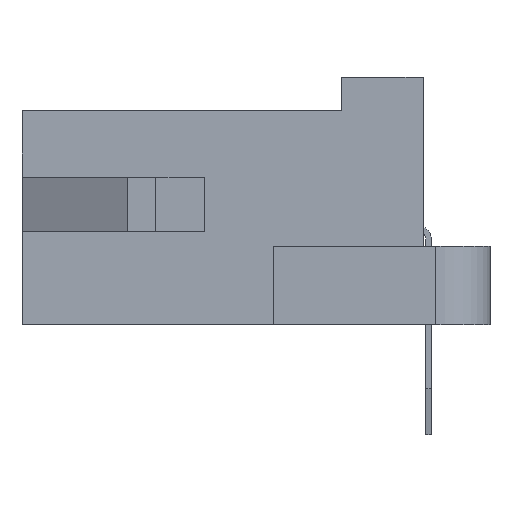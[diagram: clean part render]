
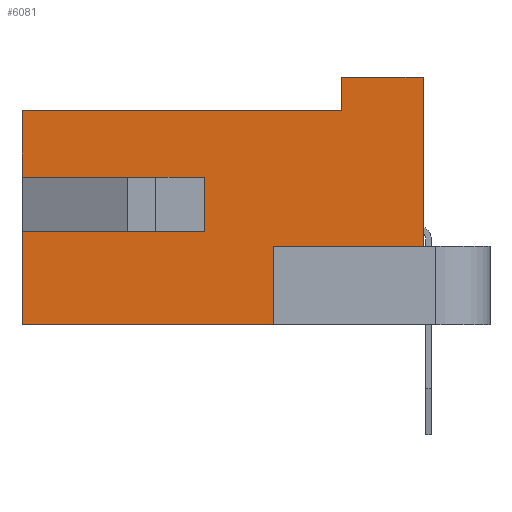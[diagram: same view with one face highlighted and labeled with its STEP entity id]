
A CAD part, left-side view. The second image highlights one B-rep face of the part: STEP entity #6081.
In plain terms, the highlighted planar face has unit normal (-1, 0, 0).
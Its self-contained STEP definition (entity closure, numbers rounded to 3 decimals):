
#69 = DIRECTION ( 'NONE',  ( 0., 0., -1. ) ) ;
#84 = CARTESIAN_POINT ( 'NONE',  ( 5.715, 8.635, 7.9 ) ) ;
#112 = ORIENTED_EDGE ( 'NONE', *, *, #5290, .T. ) ;
#168 = ORIENTED_EDGE ( 'NONE', *, *, #2268, .T. ) ;
#180 = VECTOR ( 'NONE', #1744, 1000. ) ;
#194 = VECTOR ( 'NONE', #4576, 1000. ) ;
#244 = VERTEX_POINT ( 'NONE', #5091 ) ;
#531 = VERTEX_POINT ( 'NONE', #4457 ) ;
#559 = CARTESIAN_POINT ( 'NONE',  ( 5.715, -41.265, 2.9 ) ) ;
#745 = VECTOR ( 'NONE', #2034, 1000. ) ;
#841 = ORIENTED_EDGE ( 'NONE', *, *, #2189, .T. ) ;
#842 = CARTESIAN_POINT ( 'NONE',  ( 5.715, 8.635, 7.9 ) ) ;
#964 = ORIENTED_EDGE ( 'NONE', *, *, #4975, .F. ) ;
#1006 = EDGE_CURVE ( 'NONE', #531, #1441, #1605, .T. ) ;
#1108 = CARTESIAN_POINT ( 'NONE',  ( 5.715, -6.165, -42. ) ) ;
#1111 = CARTESIAN_POINT ( 'NONE',  ( 5.715, -0.635, -42. ) ) ;
#1121 = LINE ( 'NONE', #559, #5225 ) ;
#1150 = CARTESIAN_POINT ( 'NONE',  ( 5.715, -6.165, 9.14 ) ) ;
#1153 = CARTESIAN_POINT ( 'NONE',  ( 5.715, 8.635, 3.45 ) ) ;
#1178 = FACE_OUTER_BOUND ( 'NONE', #3269, .T. ) ;
#1215 = CARTESIAN_POINT ( 'NONE',  ( 5.715, 15.429, -42. ) ) ;
#1269 = LINE ( 'NONE', #84, #4550 ) ;
#1271 = CARTESIAN_POINT ( 'NONE',  ( 5.715, -6.165, 2.9 ) ) ;
#1275 = ORIENTED_EDGE ( 'NONE', *, *, #3083, .T. ) ;
#1441 = VERTEX_POINT ( 'NONE', #3988 ) ;
#1599 = EDGE_CURVE ( 'NONE', #5287, #6880, #1269, .T. ) ;
#1605 = LINE ( 'NONE', #1150, #180 ) ;
#1639 = CARTESIAN_POINT ( 'NONE',  ( 5.715, 1.899, 3.45 ) ) ;
#1677 = VERTEX_POINT ( 'NONE', #5173 ) ;
#1744 = DIRECTION ( 'NONE',  ( 0., -1., 0. ) ) ;
#1873 = CARTESIAN_POINT ( 'NONE',  ( 5.715, 1.899, 5.45 ) ) ;
#1944 = DIRECTION ( 'NONE',  ( 0., 0., 1. ) ) ;
#1970 = VECTOR ( 'NONE', #2058, 1000. ) ;
#2034 = DIRECTION ( 'NONE',  ( 0., 0., -1. ) ) ;
#2045 = VECTOR ( 'NONE', #5258, 1000. ) ;
#2058 = DIRECTION ( 'NONE',  ( 0., -1., 0. ) ) ;
#2101 = LINE ( 'NONE', #4361, #2045 ) ;
#2178 = VERTEX_POINT ( 'NONE', #2312 ) ;
#2189 = EDGE_CURVE ( 'NONE', #2178, #2400, #5788, .T. ) ;
#2268 = EDGE_CURVE ( 'NONE', #5287, #1677, #3194, .T. ) ;
#2312 = CARTESIAN_POINT ( 'NONE',  ( 5.715, 1.899, 5.45 ) ) ;
#2341 = DIRECTION ( 'NONE',  ( 0., 0., 1. ) ) ;
#2400 = VERTEX_POINT ( 'NONE', #1639 ) ;
#2441 = ORIENTED_EDGE ( 'NONE', *, *, #1006, .F. ) ;
#2454 = CARTESIAN_POINT ( 'NONE',  ( 5.715, 8.635, 5.45 ) ) ;
#2531 = LINE ( 'NONE', #4162, #4538 ) ;
#2608 = CARTESIAN_POINT ( 'NONE',  ( 5.715, 1.899, 3.45 ) ) ;
#2694 = EDGE_CURVE ( 'NONE', #5798, #3508, #2531, .T. ) ;
#2834 = EDGE_CURVE ( 'NONE', #3737, #1441, #5074, .T. ) ;
#2865 = ORIENTED_EDGE ( 'NONE', *, *, #2834, .T. ) ;
#2880 = DIRECTION ( 'NONE',  ( 1., 0., 0. ) ) ;
#2973 = LINE ( 'NONE', #6192, #4881 ) ;
#3083 = EDGE_CURVE ( 'NONE', #244, #3508, #2101, .T. ) ;
#3194 = LINE ( 'NONE', #3720, #1970 ) ;
#3269 = EDGE_LOOP ( 'NONE', ( #964, #841, #5920, #7062, #168, #112, #3711, #2865, #2441, #4291, #1275, #6063 ) ) ;
#3293 = DIRECTION ( 'NONE',  ( 0., 0., 1. ) ) ;
#3354 = VERTEX_POINT ( 'NONE', #5168 ) ;
#3508 = VERTEX_POINT ( 'NONE', #842 ) ;
#3516 = EDGE_CURVE ( 'NONE', #2400, #6880, #4248, .T. ) ;
#3600 = EDGE_CURVE ( 'NONE', #3737, #3354, #1121, .T. ) ;
#3711 = ORIENTED_EDGE ( 'NONE', *, *, #3600, .F. ) ;
#3720 = CARTESIAN_POINT ( 'NONE',  ( 5.715, 0., 0. ) ) ;
#3737 = VERTEX_POINT ( 'NONE', #1271 ) ;
#3963 = CARTESIAN_POINT ( 'NONE',  ( 5.715, 8.635, 0. ) ) ;
#3988 = CARTESIAN_POINT ( 'NONE',  ( 5.715, -6.165, 9.14 ) ) ;
#4162 = CARTESIAN_POINT ( 'NONE',  ( 5.715, 8.635, 7.9 ) ) ;
#4222 = CARTESIAN_POINT ( 'NONE',  ( 5.715, -3.165, 9.14 ) ) ;
#4248 = LINE ( 'NONE', #2608, #6740 ) ;
#4291 = ORIENTED_EDGE ( 'NONE', *, *, #4760, .T. ) ;
#4361 = CARTESIAN_POINT ( 'NONE',  ( 5.715, 15.429, 7.9 ) ) ;
#4457 = CARTESIAN_POINT ( 'NONE',  ( 5.715, -3.165, 9.14 ) ) ;
#4538 = VECTOR ( 'NONE', #1944, 1000. ) ;
#4550 = VECTOR ( 'NONE', #2341, 1000. ) ;
#4576 = DIRECTION ( 'NONE',  ( 0., 0., -1. ) ) ;
#4759 = DIRECTION ( 'NONE',  ( 0., 1., 0. ) ) ;
#4760 = EDGE_CURVE ( 'NONE', #531, #244, #6391, .T. ) ;
#4775 = VECTOR ( 'NONE', #3293, 1000. ) ;
#4881 = VECTOR ( 'NONE', #4759, 1000. ) ;
#4975 = EDGE_CURVE ( 'NONE', #2178, #5798, #2973, .T. ) ;
#5074 = LINE ( 'NONE', #1108, #5466 ) ;
#5091 = CARTESIAN_POINT ( 'NONE',  ( 5.715, -3.165, 7.9 ) ) ;
#5168 = CARTESIAN_POINT ( 'NONE',  ( 5.715, -0.635, 2.9 ) ) ;
#5173 = CARTESIAN_POINT ( 'NONE',  ( 5.715, -0.635, 0. ) ) ;
#5225 = VECTOR ( 'NONE', #6220, 1000. ) ;
#5258 = DIRECTION ( 'NONE',  ( 0., 1., 0. ) ) ;
#5287 = VERTEX_POINT ( 'NONE', #3963 ) ;
#5290 = EDGE_CURVE ( 'NONE', #1677, #3354, #6772, .T. ) ;
#5466 = VECTOR ( 'NONE', #6729, 1000. ) ;
#5691 = PLANE ( 'NONE',  #6471 ) ;
#5788 = LINE ( 'NONE', #1873, #194 ) ;
#5798 = VERTEX_POINT ( 'NONE', #2454 ) ;
#5920 = ORIENTED_EDGE ( 'NONE', *, *, #3516, .T. ) ;
#6063 = ORIENTED_EDGE ( 'NONE', *, *, #2694, .F. ) ;
#6081 = ADVANCED_FACE ( 'NONE', ( #1178 ), #5691, .F. ) ;
#6192 = CARTESIAN_POINT ( 'NONE',  ( 5.715, 1.899, 5.45 ) ) ;
#6220 = DIRECTION ( 'NONE',  ( 0., 1., 0. ) ) ;
#6391 = LINE ( 'NONE', #4222, #745 ) ;
#6471 = AXIS2_PLACEMENT_3D ( 'NONE', #1215, #2880, #69 ) ;
#6493 = DIRECTION ( 'NONE',  ( 0., 1., 0. ) ) ;
#6729 = DIRECTION ( 'NONE',  ( 0., 0., 1. ) ) ;
#6740 = VECTOR ( 'NONE', #6493, 1000. ) ;
#6772 = LINE ( 'NONE', #1111, #4775 ) ;
#6880 = VERTEX_POINT ( 'NONE', #1153 ) ;
#7062 = ORIENTED_EDGE ( 'NONE', *, *, #1599, .F. ) ;
